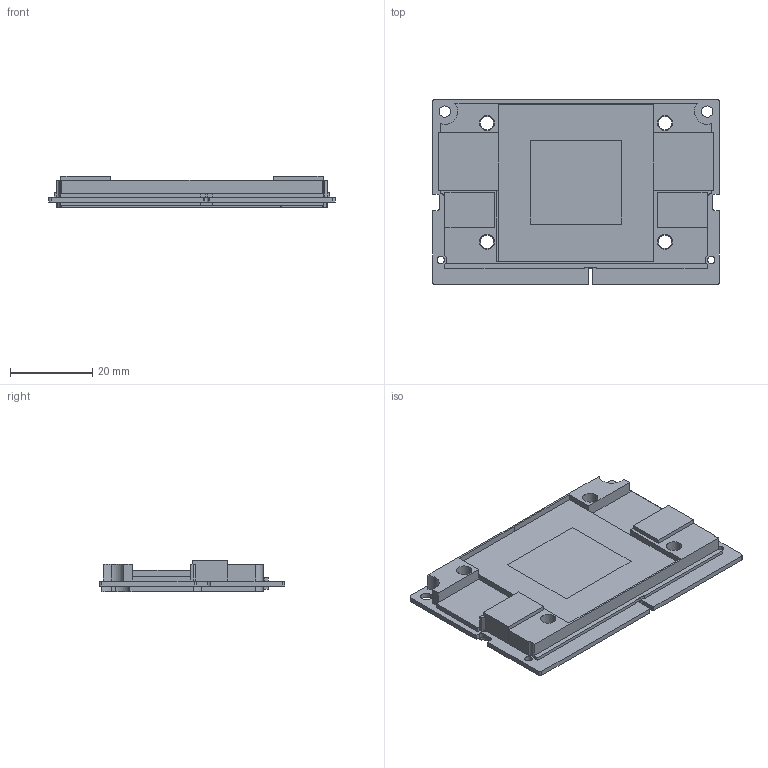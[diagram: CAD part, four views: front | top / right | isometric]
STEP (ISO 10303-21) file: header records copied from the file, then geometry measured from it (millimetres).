
FILE_DESCRIPTION((''),'2;1');
FILE_NAME('GROGU_BOARD_MEMORY','2023-03-10T11:21:52',('cgalutera'),(''),'CREO PARAMETRIC BY PTC INC, 2020281','CREO PARAMETRIC BY PTC INC, 2020281','');
FILE_SCHEMA(('CONFIG_CONTROL_DESIGN','GEOMETRIC_VALIDATION_PROPERTIES_MIM'));
Length unit declared in the file: millimetre
Products named in the file (1): GROGU_BOARD_MEMORY
Bounding box: 69.6 x 45 x 7.68 mm (x, y, z)
Volume: 4856.4 mm3; surface area: 19355.7 mm2
Topology: 1 solids, 12 shells, 201 faces, 528 edges, 352 vertices
Faces by surface type: plane 142, cylinder 55, extrusion 4
Entity records: 7983 total; most frequent: CARTESIAN_POINT 1130, ORIENTED_EDGE 1056, DIRECTION 1034, PRESENTATION_STYLE_ASSIGNMENT 536, STYLED_ITEM 536, CURVE_STYLE 528, EDGE_CURVE 528, VECTOR 414
